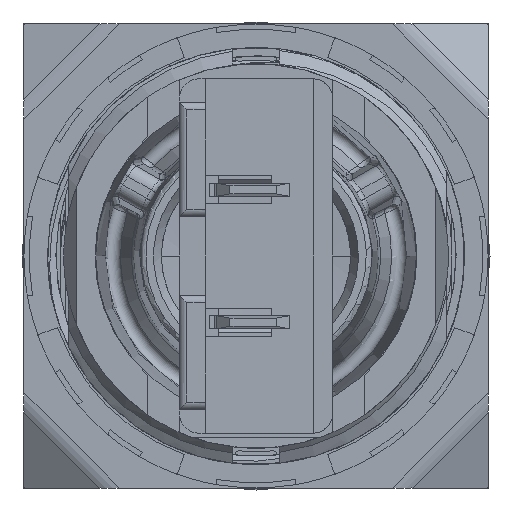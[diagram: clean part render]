
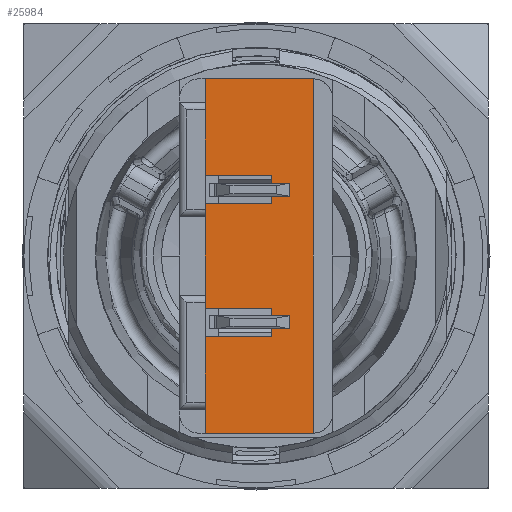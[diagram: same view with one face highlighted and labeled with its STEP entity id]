
A CAD part, front view. The second image highlights one B-rep face of the part: STEP entity #25984.
In plain terms, the highlighted planar face has unit normal (0, -1, 0).
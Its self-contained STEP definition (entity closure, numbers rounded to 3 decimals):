
#1495=DIRECTION('',(0.,0.,-1.));
#1496=VECTOR('',#1495,3.7);
#1497=CARTESIAN_POINT('',(-1.95,-41.3,6.8));
#1498=LINE('',#1497,#1496);
#1523=DIRECTION('',(0.,0.,-1.));
#1524=VECTOR('',#1523,4.);
#1525=CARTESIAN_POINT('',(-1.95,-41.3,2.));
#1526=LINE('',#1525,#1524);
#1999=DIRECTION('',(0.,0.,-1.));
#2000=VECTOR('',#1999,13.597);
#2001=CARTESIAN_POINT('',(2.2,-41.3,6.798));
#2002=LINE('',#2001,#2000);
#2003=DIRECTION('',(1.,0.,0.));
#2004=VECTOR('',#2003,2.55);
#2005=CARTESIAN_POINT('',(-1.95,-41.3,-3.1));
#2006=LINE('',#2005,#2004);
#2007=DIRECTION('',(0.,0.,-1.));
#2008=VECTOR('',#2007,1.1);
#2009=CARTESIAN_POINT('',(0.6,-41.3,-2.));
#2010=LINE('',#2009,#2008);
#2011=DIRECTION('',(1.,0.,0.));
#2012=VECTOR('',#2011,2.55);
#2013=CARTESIAN_POINT('',(-1.95,-41.3,-2.));
#2014=LINE('',#2013,#2012);
#2015=DIRECTION('',(1.,0.,0.));
#2016=VECTOR('',#2015,2.55);
#2017=CARTESIAN_POINT('',(-1.95,-41.3,2.));
#2018=LINE('',#2017,#2016);
#2019=DIRECTION('',(0.,0.,-1.));
#2020=VECTOR('',#2019,1.1);
#2021=CARTESIAN_POINT('',(0.6,-41.3,3.1));
#2022=LINE('',#2021,#2020);
#2023=DIRECTION('',(1.,0.,0.));
#2024=VECTOR('',#2023,2.55);
#2025=CARTESIAN_POINT('',(-1.95,-41.3,3.1));
#2026=LINE('',#2025,#2024);
#2027=DIRECTION('',(1.,0.,0.));
#2028=VECTOR('',#2027,4.1);
#2029=CARTESIAN_POINT('',(-1.95,-41.3,6.8));
#2030=LINE('',#2029,#2028);
#2043=CARTESIAN_POINT('',(2.15,-41.3,6.));
#2044=DIRECTION('',(0.,-1.,0.));
#2045=DIRECTION('',(0.063,0.,0.998));
#2046=AXIS2_PLACEMENT_3D('',#2043,#2044,#2045);
#2074=CARTESIAN_POINT('',(2.15,-41.3,-6.));
#2075=DIRECTION('',(0.,-1.,0.));
#2076=DIRECTION('',(0.,0.,-1.));
#2077=AXIS2_PLACEMENT_3D('',#2074,#2075,#2076);
#2611=DIRECTION('',(1.,0.,0.));
#2612=VECTOR('',#2611,4.1);
#2613=CARTESIAN_POINT('',(-1.95,-41.3,-6.8));
#2614=LINE('',#2613,#2612);
#2845=DIRECTION('',(0.,0.,-1.));
#2846=VECTOR('',#2845,3.7);
#2847=CARTESIAN_POINT('',(-1.95,-41.3,-3.1));
#2848=LINE('',#2847,#2846);
#21873=CARTESIAN_POINT('',(2.2,-41.3,6.798));
#21874=CARTESIAN_POINT('',(2.2,-41.3,-6.798));
#21875=VERTEX_POINT('',#21873);
#21876=VERTEX_POINT('',#21874);
#21929=CARTESIAN_POINT('',(-1.95,-41.3,-2.));
#21930=CARTESIAN_POINT('',(0.6,-41.3,-2.));
#21931=VERTEX_POINT('',#21929);
#21932=VERTEX_POINT('',#21930);
#21933=CARTESIAN_POINT('',(0.6,-41.3,-3.1));
#21934=VERTEX_POINT('',#21933);
#21935=CARTESIAN_POINT('',(-1.95,-41.3,-3.1));
#21936=VERTEX_POINT('',#21935);
#21937=CARTESIAN_POINT('',(-1.95,-41.3,3.1));
#21938=CARTESIAN_POINT('',(0.6,-41.3,3.1));
#21939=VERTEX_POINT('',#21937);
#21940=VERTEX_POINT('',#21938);
#21941=CARTESIAN_POINT('',(0.6,-41.3,2.));
#21942=VERTEX_POINT('',#21941);
#21943=CARTESIAN_POINT('',(-1.95,-41.3,2.));
#21944=VERTEX_POINT('',#21943);
#21945=CARTESIAN_POINT('',(-1.95,-41.3,6.8));
#21946=VERTEX_POINT('',#21945);
#21947=CARTESIAN_POINT('',(-1.95,-41.3,-6.8));
#21948=VERTEX_POINT('',#21947);
#22081=CARTESIAN_POINT('',(2.15,-41.3,6.8));
#22082=VERTEX_POINT('',#22081);
#22083=CARTESIAN_POINT('',(2.15,-41.3,-6.8));
#22084=VERTEX_POINT('',#22083);
#25954=CARTESIAN_POINT('',(-1.95,-41.3,6.8));
#25955=DIRECTION('',(0.,-1.,0.));
#25956=DIRECTION('',(0.,0.,-1.));
#25957=AXIS2_PLACEMENT_3D('',#25954,#25955,#25956);
#25958=PLANE('',#25957);
#25960=ORIENTED_EDGE('',*,*,#25959,.T.);
#25962=ORIENTED_EDGE('',*,*,#25961,.F.);
#25964=ORIENTED_EDGE('',*,*,#25963,.F.);
#25966=ORIENTED_EDGE('',*,*,#25965,.F.);
#25968=ORIENTED_EDGE('',*,*,#25967,.T.);
#25970=ORIENTED_EDGE('',*,*,#25969,.F.);
#25972=ORIENTED_EDGE('',*,*,#25971,.F.);
#25973=ORIENTED_EDGE('',*,*,#25333,.F.);
#25974=ORIENTED_EDGE('',*,*,#25372,.T.);
#25976=ORIENTED_EDGE('',*,*,#25975,.F.);
#25977=ORIENTED_EDGE('',*,*,#25946,.F.);
#25978=ORIENTED_EDGE('',*,*,#25302,.F.);
#25979=ORIENTED_EDGE('',*,*,#25751,.T.);
#25981=ORIENTED_EDGE('',*,*,#25980,.F.);
#25982=EDGE_LOOP('',(#25960,#25962,#25964,#25966,#25968,#25970,#25972,#25973,
#25974,#25976,#25977,#25978,#25979,#25981));
#25983=FACE_OUTER_BOUND('',#25982,.F.);
#2047=CIRCLE('',#2046,0.8);
#2078=CIRCLE('',#2077,0.8);
#25302=EDGE_CURVE('',#21946,#21939,#1498,.T.);
#25333=EDGE_CURVE('',#21944,#21931,#1526,.T.);
#25372=EDGE_CURVE('',#21944,#21942,#2018,.T.);
#25751=EDGE_CURVE('',#21946,#22082,#2030,.T.);
#25946=EDGE_CURVE('',#21939,#21940,#2026,.T.);
#25959=EDGE_CURVE('',#21875,#21876,#2002,.T.);
#25961=EDGE_CURVE('',#22084,#21876,#2078,.T.);
#25963=EDGE_CURVE('',#21948,#22084,#2614,.T.);
#25965=EDGE_CURVE('',#21936,#21948,#2848,.T.);
#25967=EDGE_CURVE('',#21936,#21934,#2006,.T.);
#25969=EDGE_CURVE('',#21932,#21934,#2010,.T.);
#25971=EDGE_CURVE('',#21931,#21932,#2014,.T.);
#25975=EDGE_CURVE('',#21940,#21942,#2022,.T.);
#25980=EDGE_CURVE('',#21875,#22082,#2047,.T.);
#25984=ADVANCED_FACE('',(#25983),#25958,.T.);
